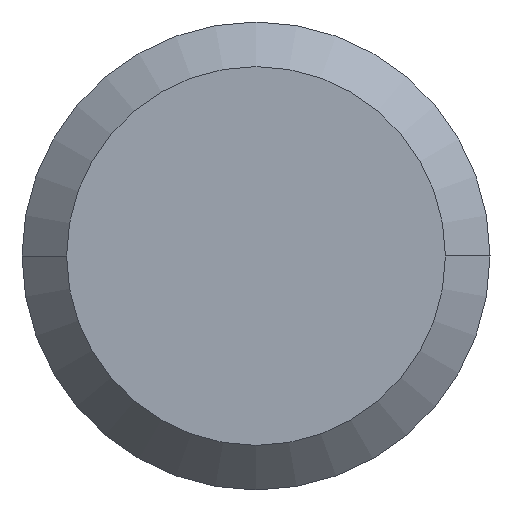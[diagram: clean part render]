
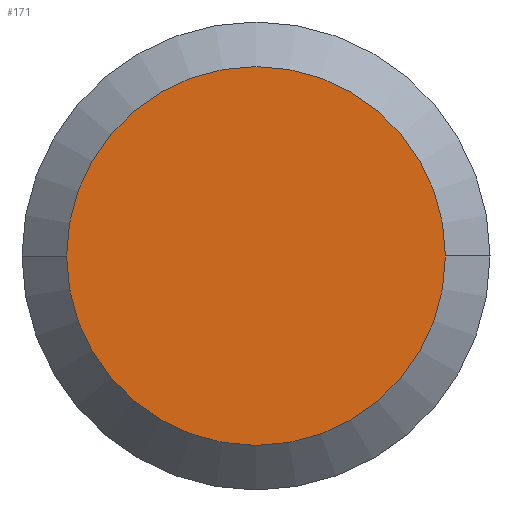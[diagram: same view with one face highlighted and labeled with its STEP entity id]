
A CAD part, left-side view. The second image highlights one B-rep face of the part: STEP entity #171.
In plain terms, the highlighted planar face has unit normal (-1, 0, 0).
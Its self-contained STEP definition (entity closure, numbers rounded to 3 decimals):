
#30 = ORIENTED_EDGE ( 'NONE', *, *, #246, .F. ) ;
#34 = DIRECTION ( 'NONE',  ( -1., 0., 0. ) ) ;
#93 = VERTEX_POINT ( 'NONE', #537 ) ;
#112 = DIRECTION ( 'NONE',  ( 1., 0., 0. ) ) ;
#120 = AXIS2_PLACEMENT_3D ( 'NONE', #182, #34, #501 ) ;
#123 = ORIENTED_EDGE ( 'NONE', *, *, #529, .F. ) ;
#126 = VERTEX_POINT ( 'NONE', #351 ) ;
#135 = PLANE ( 'NONE',  #120 ) ;
#136 = EDGE_LOOP ( 'NONE', ( #30, #123 ) ) ;
#150 = DIRECTION ( 'NONE',  ( 1., 0., 0. ) ) ;
#155 = FACE_OUTER_BOUND ( 'NONE', #136, .T. ) ;
#171 = ADVANCED_FACE ( 'NONE', ( #155 ), #135, .T. ) ;
#182 = CARTESIAN_POINT ( 'NONE',  ( 0., 0., 0. ) ) ;
#214 = AXIS2_PLACEMENT_3D ( 'NONE', #554, #112, #374 ) ;
#227 = CIRCLE ( 'NONE', #214, 3.238 ) ;
#230 = CARTESIAN_POINT ( 'NONE',  ( 0., 0., 0. ) ) ;
#246 = EDGE_CURVE ( 'NONE', #93, #126, #342, .T. ) ;
#336 = AXIS2_PLACEMENT_3D ( 'NONE', #230, #150, #465 ) ;
#342 = CIRCLE ( 'NONE', #336, 3.238 ) ;
#351 = CARTESIAN_POINT ( 'NONE',  ( 0., -3.238, 0. ) ) ;
#374 = DIRECTION ( 'NONE',  ( 0., 1., 0. ) ) ;
#465 = DIRECTION ( 'NONE',  ( 0., 1., 0. ) ) ;
#501 = DIRECTION ( 'NONE',  ( 0., -1., 0. ) ) ;
#529 = EDGE_CURVE ( 'NONE', #126, #93, #227, .T. ) ;
#537 = CARTESIAN_POINT ( 'NONE',  ( 0., 3.238, 0. ) ) ;
#554 = CARTESIAN_POINT ( 'NONE',  ( 0., 0., 0. ) ) ;
